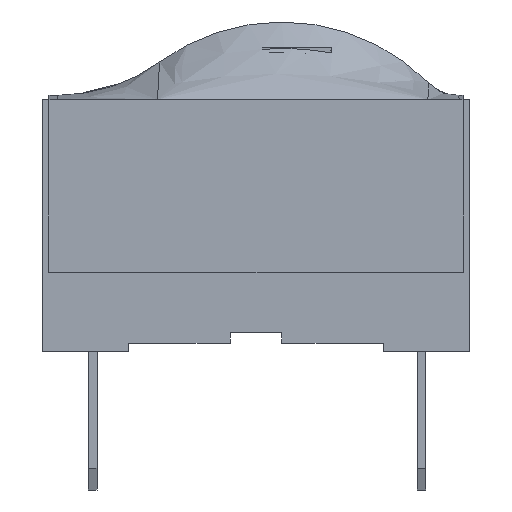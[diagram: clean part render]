
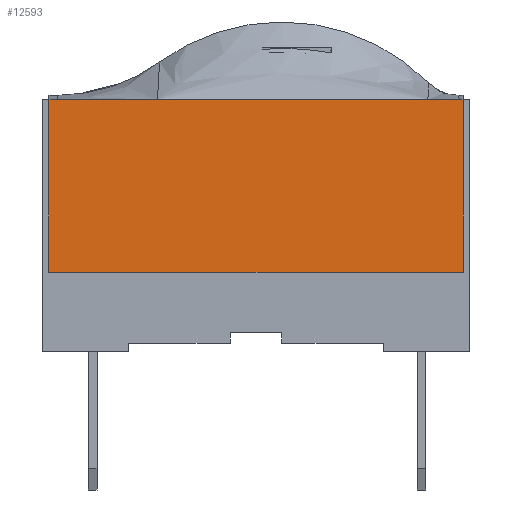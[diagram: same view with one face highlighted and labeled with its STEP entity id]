
A CAD part, left-side view. The second image highlights one B-rep face of the part: STEP entity #12593.
In plain terms, the highlighted planar face has unit normal (-1, 0, 0).
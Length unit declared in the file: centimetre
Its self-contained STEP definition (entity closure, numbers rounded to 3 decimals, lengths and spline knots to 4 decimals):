
#622=FACE_OUTER_BOUND('',#1333,.T.);
#1333=EDGE_LOOP('',(#8583,#8584,#8585,#8586,#8587,#8588,#8589,#8590));
#2261=LINE('',#17274,#3804);
#2268=LINE('',#17418,#3811);
#2270=LINE('',#17484,#3813);
#2272=LINE('',#17513,#3815);
#2275=LINE('',#17519,#3818);
#2276=LINE('',#17523,#3819);
#2277=LINE('',#17524,#3820);
#2278=LINE('',#17525,#3821);
#3804=VECTOR('',#14197,1.);
#3811=VECTOR('',#14208,1.);
#3813=VECTOR('',#14212,1.);
#3815=VECTOR('',#14216,1.);
#3818=VECTOR('',#14221,1.);
#3819=VECTOR('',#14224,1.);
#3820=VECTOR('',#14225,1.);
#3821=VECTOR('',#14226,1.);
#5328=VERTEX_POINT('',#17271);
#5329=VERTEX_POINT('',#17273);
#5346=VERTEX_POINT('',#17415);
#5347=VERTEX_POINT('',#17417);
#5349=VERTEX_POINT('',#17511);
#5351=VERTEX_POINT('',#17517);
#5352=VERTEX_POINT('',#17521);
#5353=VERTEX_POINT('',#17522);
#6606=EDGE_CURVE('',#5329,#5328,#2261,.T.);
#6624=EDGE_CURVE('',#5347,#5346,#2268,.T.);
#6627=EDGE_CURVE('',#5346,#5329,#2270,.T.);
#6630=EDGE_CURVE('',#5328,#5349,#2272,.T.);
#6633=EDGE_CURVE('',#5349,#5351,#2275,.T.);
#6634=EDGE_CURVE('',#5352,#5353,#2276,.T.);
#6635=EDGE_CURVE('',#5347,#5353,#2277,.T.);
#6636=EDGE_CURVE('',#5351,#5352,#2278,.T.);
#8583=ORIENTED_EDGE('',*,*,#6634,.T.);
#8584=ORIENTED_EDGE('',*,*,#6635,.F.);
#8585=ORIENTED_EDGE('',*,*,#6624,.T.);
#8586=ORIENTED_EDGE('',*,*,#6627,.T.);
#8587=ORIENTED_EDGE('',*,*,#6606,.T.);
#8588=ORIENTED_EDGE('',*,*,#6630,.T.);
#8589=ORIENTED_EDGE('',*,*,#6633,.T.);
#8590=ORIENTED_EDGE('',*,*,#6636,.T.);
#12071=PLANE('',#13300);
#12593=ADVANCED_FACE('',(#622),#12071,.T.);
#13300=AXIS2_PLACEMENT_3D('',#17520,#14222,#14223);
#14197=DIRECTION('',(0.,1.,0.));
#14208=DIRECTION('',(0.,1.,0.));
#14212=DIRECTION('',(0.,1.,0.));
#14216=DIRECTION('',(0.,1.,0.));
#14221=DIRECTION('',(0.,1.,0.));
#14222=DIRECTION('center_axis',(-1.,0.,0.));
#14223=DIRECTION('ref_axis',(0.,-1.,0.));
#14224=DIRECTION('',(0.,-1.,0.));
#14225=DIRECTION('',(0.,0.,-1.));
#14226=DIRECTION('',(0.,0.,-1.));
#17271=CARTESIAN_POINT('',(-1.221,0.2285,0.2925));
#17273=CARTESIAN_POINT('',(-1.221,-0.3986,0.2925));
#17274=CARTESIAN_POINT('',(-1.221,-0.48,0.2925));
#17415=CARTESIAN_POINT('',(-1.221,-0.471,0.2925));
#17417=CARTESIAN_POINT('',(-1.221,-0.48,0.2925));
#17418=CARTESIAN_POINT('',(-1.221,-0.48,0.2925));
#17484=CARTESIAN_POINT('',(-1.221,-0.48,0.2925));
#17511=CARTESIAN_POINT('',(-1.221,0.4615,0.2925));
#17513=CARTESIAN_POINT('',(-1.221,-0.48,0.2925));
#17517=CARTESIAN_POINT('',(-1.221,0.48,0.2925));
#17519=CARTESIAN_POINT('',(-1.221,-0.48,0.2925));
#17520=CARTESIAN_POINT('Origin',(-1.221,0.48,0.2925));
#17521=CARTESIAN_POINT('',(-1.221,0.48,-0.1075));
#17522=CARTESIAN_POINT('',(-1.221,-0.48,-0.1075));
#17523=CARTESIAN_POINT('',(-1.221,-0.48,-0.1075));
#17524=CARTESIAN_POINT('',(-1.221,-0.48,0.2925));
#17525=CARTESIAN_POINT('',(-1.221,0.48,0.2925));
